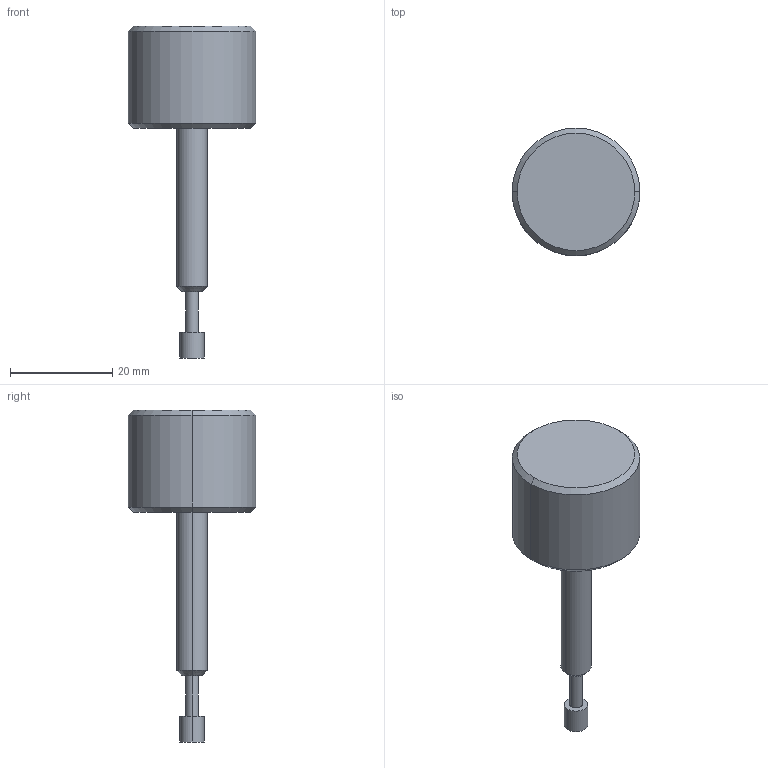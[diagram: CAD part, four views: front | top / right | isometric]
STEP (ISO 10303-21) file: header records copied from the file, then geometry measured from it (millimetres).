
FILE_DESCRIPTION (( 'STEP AP203' ), '1' );
FILE_NAME ('70701-20627359207460.step', '2006-06-27T07:59:23', ( 'sysAdmin' ), ( 'SolidWorks' ), 'SwSTEP 2.0', 'SolidWorks 2006116', '' );
FILE_SCHEMA (( 'CONFIG_CONTROL_DESIGN' ));
Length unit declared in the file: millimetre
Products named in the file (1): 70701-20627359207460
Bounding box: 25 x 25 x 65 mm (x, y, z)
Volume: 10763.4 mm3; surface area: 3210.3 mm2
Topology: 1 solids, 1 shells, 19 faces, 36 edges, 22 vertices
Faces by surface type: cylinder 8, cone 6, plane 5
Entity records: 561 total; most frequent: DIRECTION 98, CARTESIAN_POINT 78, ORIENTED_EDGE 72, AXIS2_PLACEMENT_3D 42, EDGE_CURVE 36, VERTEX_POINT 22, EDGE_LOOP 22, CIRCLE 22
